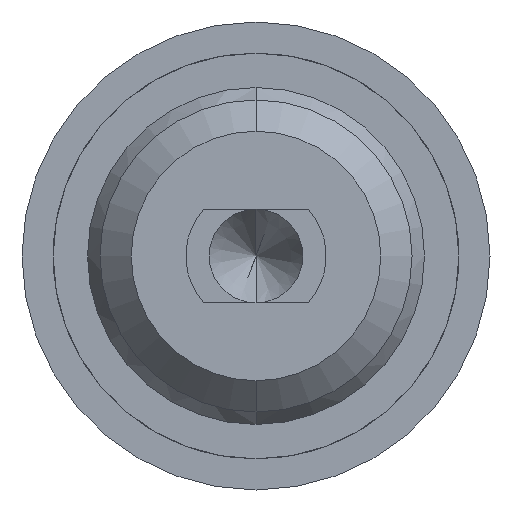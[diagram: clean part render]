
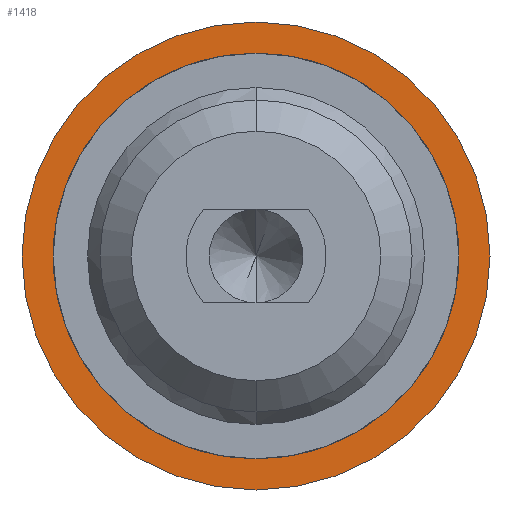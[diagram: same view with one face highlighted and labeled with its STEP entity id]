
A CAD part, front view. The second image highlights one B-rep face of the part: STEP entity #1418.
In plain terms, the highlighted planar face has unit normal (0, -1, 0).
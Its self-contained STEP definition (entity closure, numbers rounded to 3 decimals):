
#6 = AXIS2_PLACEMENT_3D ( 'NONE', #4538, #3057, #2258 ) ;
#373 = DIRECTION ( 'NONE',  ( 0., -1., 0. ) ) ;
#566 = CARTESIAN_POINT ( 'NONE',  ( 0., 56.7, 0.85 ) ) ;
#662 = EDGE_CURVE ( 'Defeature ausgef�hrt3_12+Defeature ausgef�hrt3_13+Defeature ausgef�hrt3_13+Defeature ausgef�hrt3_13', #2139, #1758, #3018, .T. ) ;
#729 = PLANE ( 'NONE',  #1440 ) ;
#844 = FACE_BOUND ( 'NONE', #4548, .T. ) ;
#926 = AXIS2_PLACEMENT_3D ( 'NONE', #2325, #4581, #3837 ) ;
#1004 = CIRCLE ( 'NONE', #4099, 0.85 ) ;
#1194 = ORIENTED_EDGE ( 'NONE', *, *, #1237, .F. ) ;
#1237 = EDGE_CURVE ( 'Defeature ausgef�hrt3_11+Defeature ausgef�hrt3_12+Defeature ausgef�hrt3_12+Defeature ausgef�hrt3_12', #2233, #1796, #1667, .T. ) ;
#1373 = EDGE_LOOP ( 'NONE', ( #4024, #4417 ) ) ;
#1418 = ADVANCED_FACE ( 'Defeature ausgef�hrt3_12', ( #2719, #844 ), #729, .T. ) ;
#1440 = AXIS2_PLACEMENT_3D ( 'NONE', #4054, #3317, #3708 ) ;
#1499 = CIRCLE ( 'NONE', #6, 1.5 ) ;
#1536 = CARTESIAN_POINT ( 'NONE',  ( 0., 56.7, 1.5 ) ) ;
#1554 = AXIS2_PLACEMENT_3D ( 'NONE', #4635, #2014, #3916 ) ;
#1667 = CIRCLE ( 'NONE', #926, 0.85 ) ;
#1758 = VERTEX_POINT ( 'NONE', #1536 ) ;
#1796 = VERTEX_POINT ( 'NONE', #4284 ) ;
#1956 = EDGE_CURVE ( 'Defeature ausgef�hrt3_12+Defeature ausgef�hrt3_13+Defeature ausgef�hrt3_13+Defeature ausgef�hrt3_13', #1758, #2139, #1499, .T. ) ;
#2014 = DIRECTION ( 'NONE',  ( 0., -1., 0. ) ) ;
#2139 = VERTEX_POINT ( 'NONE', #4642 ) ;
#2140 = ORIENTED_EDGE ( 'NONE', *, *, #4136, .F. ) ;
#2230 = DIRECTION ( 'NONE',  ( 0., 0., -1. ) ) ;
#2233 = VERTEX_POINT ( 'NONE', #566 ) ;
#2258 = DIRECTION ( 'NONE',  ( 0., 0., -1. ) ) ;
#2325 = CARTESIAN_POINT ( 'NONE',  ( 0., 56.7, 0. ) ) ;
#2719 = FACE_OUTER_BOUND ( 'NONE', #1373, .T. ) ;
#3018 = CIRCLE ( 'NONE', #1554, 1.5 ) ;
#3057 = DIRECTION ( 'NONE',  ( 0., -1., 0. ) ) ;
#3317 = DIRECTION ( 'NONE',  ( 0., -1., 0. ) ) ;
#3708 = DIRECTION ( 'NONE',  ( 0., 0., -1. ) ) ;
#3722 = CARTESIAN_POINT ( 'NONE',  ( 0., 56.7, 0. ) ) ;
#3837 = DIRECTION ( 'NONE',  ( 0., 0., -1. ) ) ;
#3916 = DIRECTION ( 'NONE',  ( 0., 0., -1. ) ) ;
#4024 = ORIENTED_EDGE ( 'NONE', *, *, #662, .T. ) ;
#4054 = CARTESIAN_POINT ( 'NONE',  ( 1.5, 56.7, 0. ) ) ;
#4099 = AXIS2_PLACEMENT_3D ( 'NONE', #3722, #373, #2230 ) ;
#4136 = EDGE_CURVE ( 'Defeature ausgef�hrt3_11+Defeature ausgef�hrt3_12+Defeature ausgef�hrt3_12+Defeature ausgef�hrt3_12', #1796, #2233, #1004, .T. ) ;
#4284 = CARTESIAN_POINT ( 'NONE',  ( 0., 56.7, -0.85 ) ) ;
#4417 = ORIENTED_EDGE ( 'NONE', *, *, #1956, .T. ) ;
#4538 = CARTESIAN_POINT ( 'NONE',  ( 0., 56.7, 0. ) ) ;
#4548 = EDGE_LOOP ( 'NONE', ( #2140, #1194 ) ) ;
#4581 = DIRECTION ( 'NONE',  ( 0., -1., 0. ) ) ;
#4635 = CARTESIAN_POINT ( 'NONE',  ( 0., 56.7, 0. ) ) ;
#4642 = CARTESIAN_POINT ( 'NONE',  ( 0., 56.7, -1.5 ) ) ;
